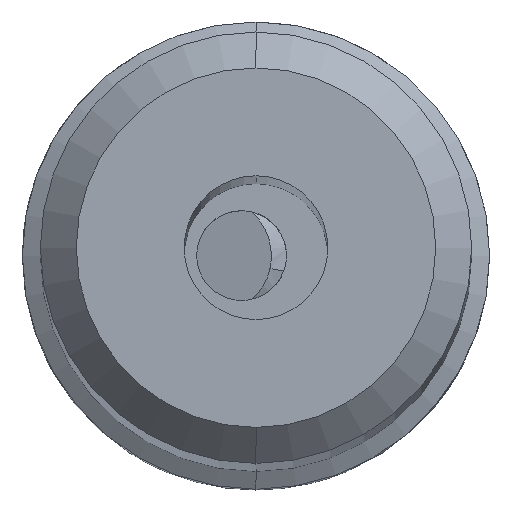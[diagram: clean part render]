
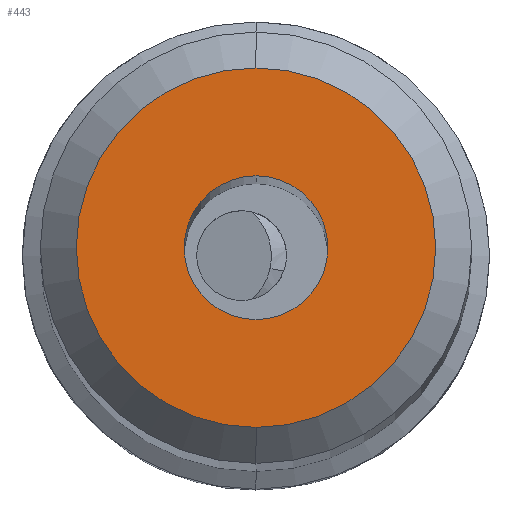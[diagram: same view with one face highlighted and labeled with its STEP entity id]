
A CAD part, top view. The second image highlights one B-rep face of the part: STEP entity #443.
In plain terms, the highlighted planar face has unit normal (0, 0, 1).
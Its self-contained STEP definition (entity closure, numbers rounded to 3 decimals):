
#411=VERTEX_POINT('NONE',#1167);
#443=ADVANCED_FACE('NONE',(#1201,#1202),#1203,.F.);
#543=EDGE_CURVE('NONE',#411,#871,#1321,.T.);
#759=VERTEX_POINT('NONE',#1563);
#763=EDGE_CURVE('NONE',#871,#411,#1567,.T.);
#871=VERTEX_POINT('NONE',#1685);
#907=VERTEX_POINT('NONE',#1727);
#945=EDGE_CURVE('NONE',#907,#759,#1767,.T.);
#997=EDGE_CURVE('NONE',#759,#907,#1824,.T.);
#1167=CARTESIAN_POINT('',(0.0,-5.,140.0));
#1201=FACE_OUTER_BOUND('',#2046,.T.);
#1202=FACE_BOUND('',#2047,.T.);
#1203=PLANE('',#2048);
#1321=CIRCLE('',#2248,5.);
#1563=CARTESIAN_POINT('',(0.,-2.,140.0));
#1567=CIRCLE('',#2672,5.);
#1685=CARTESIAN_POINT('',(0.,5.,140.0));
#1727=CARTESIAN_POINT('',(0.0,2.,140.0));
#1767=CIRCLE('',#2984,2.);
#1824=CIRCLE('',#3082,2.);
#2046=EDGE_LOOP('',(#3386,#3387));
#2047=EDGE_LOOP('',(#3388,#3389));
#2048=AXIS2_PLACEMENT_3D('',#3390,#3391,#3392);
#2248=AXIS2_PLACEMENT_3D('',#3552,#3553,#3554);
#2672=AXIS2_PLACEMENT_3D('',#3839,#3840,#3841);
#2984=AXIS2_PLACEMENT_3D('',#4074,#4075,#4076);
#3082=AXIS2_PLACEMENT_3D('',#4146,#4147,#4148);
#3386=ORIENTED_EDGE('',*,*,#543,.T.);
#3387=ORIENTED_EDGE('',*,*,#763,.T.);
#3388=ORIENTED_EDGE('',*,*,#945,.F.);
#3389=ORIENTED_EDGE('',*,*,#997,.F.);
#3390=CARTESIAN_POINT('',(0.,0.0,140.0));
#3391=DIRECTION('',(0.0,0.0,-1.0));
#3392=DIRECTION('',(-1.0,0.0,0.0));
#3552=CARTESIAN_POINT('',(0.0,0.0,140.0));
#3553=DIRECTION('',(-0.0,0.0,1.0));
#3554=DIRECTION('',(0.0,-1.0,0.0));
#3839=CARTESIAN_POINT('',(0.0,0.0,140.0));
#3840=DIRECTION('',(-0.0,0.0,1.0));
#3841=DIRECTION('',(0.0,-1.0,0.0));
#4074=CARTESIAN_POINT('',(0.0,0.0,140.0));
#4075=DIRECTION('',(-0.0,0.0,1.0));
#4076=DIRECTION('',(0.0,-1.0,0.0));
#4146=CARTESIAN_POINT('',(0.0,0.0,140.0));
#4147=DIRECTION('',(-0.0,0.0,1.0));
#4148=DIRECTION('',(0.0,-1.0,0.0));
